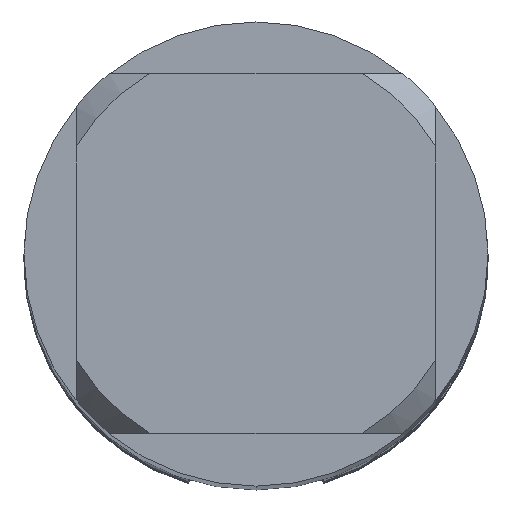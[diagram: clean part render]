
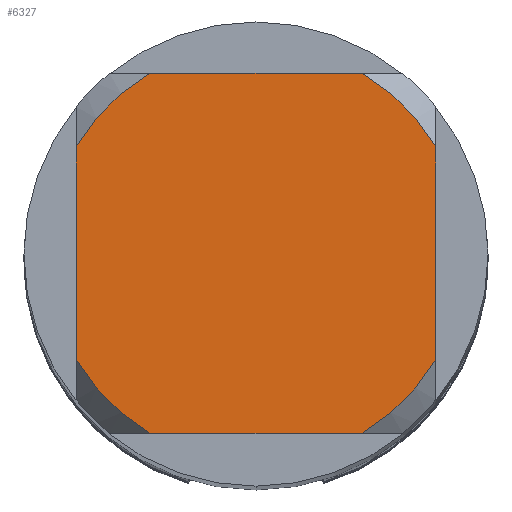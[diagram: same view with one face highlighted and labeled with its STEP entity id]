
A CAD part, top view. The second image highlights one B-rep face of the part: STEP entity #6327.
In plain terms, the highlighted planar face has unit normal (0, 0, 1).
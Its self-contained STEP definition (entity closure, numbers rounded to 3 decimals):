
#2265=VERTEX_POINT('',#6733);
#2585=VERTEX_POINT('',#7086);
#3035=EDGE_CURVE('',#3611,#5069,#7581,.T.);
#3611=VERTEX_POINT('',#8210);
#3697=EDGE_CURVE('',#5843,#2585,#8305,.T.);
#4287=VERTEX_POINT('',#8942);
#4367=EDGE_CURVE('',#4287,#5817,#9032,.T.);
#4493=EDGE_CURVE('',#2265,#2585,#9169,.T.);
#4579=EDGE_CURVE('',#3611,#6173,#9257,.T.);
#5069=VERTEX_POINT('',#9791);
#5187=EDGE_CURVE('',#5843,#5069,#9923,.T.);
#5495=EDGE_CURVE('',#2265,#5817,#10252,.T.);
#5817=VERTEX_POINT('',#10598);
#5843=VERTEX_POINT('',#10627);
#6173=VERTEX_POINT('',#10993);
#6261=EDGE_CURVE('',#4287,#6173,#11087,.T.);
#6327=ADVANCED_FACE('',(#11161),#11162,.T.);
#6733=CARTESIAN_POINT('',(1.83,3.1,0.0));
#7086=CARTESIAN_POINT('',(3.1,1.83,0.0));
#7581=LINE('',#13104,#13105);
#8210=CARTESIAN_POINT('',(-1.83,-3.1,0.0));
#8305=LINE('',#14425,#14426);
#8942=CARTESIAN_POINT('',(-3.1,1.83,0.0));
#9032=CIRCLE('',#15675,3.6);
#9169=CIRCLE('',#15917,3.6);
#9257=CIRCLE('',#16096,3.6);
#9791=CARTESIAN_POINT('',(1.83,-3.1,0.0));
#9923=CIRCLE('',#17231,3.6);
#10252=LINE('',#17845,#17846);
#10598=CARTESIAN_POINT('',(-1.83,3.1,0.0));
#10627=CARTESIAN_POINT('',(3.1,-1.83,0.0));
#10993=CARTESIAN_POINT('',(-3.1,-1.83,0.0));
#11087=LINE('',#19323,#19324);
#11161=FACE_OUTER_BOUND('',#19450,.T.);
#11162=PLANE('',#19451);
#13104=CARTESIAN_POINT('',(0.0,-3.1,0.0));
#13105=VECTOR('',#21120,1.0);
#14425=CARTESIAN_POINT('',(3.1,0.9,0.0));
#14426=VECTOR('',#21913,1.0);
#15675=AXIS2_PLACEMENT_3D('',#22682,#22683,#22684);
#15917=AXIS2_PLACEMENT_3D('',#22809,#22810,#22811);
#16096=AXIS2_PLACEMENT_3D('',#22864,#22865,#22866);
#17231=AXIS2_PLACEMENT_3D('',#23537,#23538,#23539);
#17845=CARTESIAN_POINT('',(0.0,3.1,0.0));
#17846=VECTOR('',#23863,1.0);
#19323=CARTESIAN_POINT('',(-3.1,0.9,0.0));
#19324=VECTOR('',#25166,1.0);
#19450=EDGE_LOOP('',(#25248,#25249,#25250,#25251,#25252,#25253,#25254,#25255));
#19451=AXIS2_PLACEMENT_3D('',#25256,#25257,#25258);
#21120=DIRECTION('',(1.0,0.0,0.0));
#21913=DIRECTION('',(-0.0,1.0,0.0));
#22682=CARTESIAN_POINT('',(0.0,0.0,0.0));
#22683=DIRECTION('',(0.0,0.0,-1.0));
#22684=DIRECTION('',(0.0,1.0,0.0));
#22809=CARTESIAN_POINT('',(0.0,0.0,0.0));
#22810=DIRECTION('',(0.0,0.0,-1.0));
#22811=DIRECTION('',(0.0,1.0,0.0));
#22864=CARTESIAN_POINT('',(0.0,0.0,0.0));
#22865=DIRECTION('',(0.0,0.0,-1.0));
#22866=DIRECTION('',(0.0,1.0,0.0));
#23537=CARTESIAN_POINT('',(0.0,0.0,0.0));
#23538=DIRECTION('',(0.0,0.0,-1.0));
#23539=DIRECTION('',(0.0,1.0,0.0));
#23863=DIRECTION('',(-1.0,0.0,0.0));
#25166=DIRECTION('',(-0.0,-1.0,0.0));
#25248=ORIENTED_EDGE('',*,*,#6261,.T.);
#25249=ORIENTED_EDGE('',*,*,#4579,.F.);
#25250=ORIENTED_EDGE('',*,*,#3035,.T.);
#25251=ORIENTED_EDGE('',*,*,#5187,.F.);
#25252=ORIENTED_EDGE('',*,*,#3697,.T.);
#25253=ORIENTED_EDGE('',*,*,#4493,.F.);
#25254=ORIENTED_EDGE('',*,*,#5495,.T.);
#25255=ORIENTED_EDGE('',*,*,#4367,.F.);
#25256=CARTESIAN_POINT('',(0.0,1.8,0.0));
#25257=DIRECTION('',(-0.0,0.0,1.0));
#25258=DIRECTION('',(0.0,-1.0,0.0));
